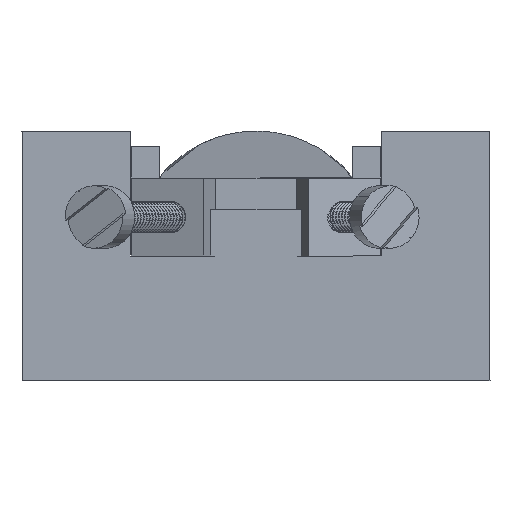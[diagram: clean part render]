
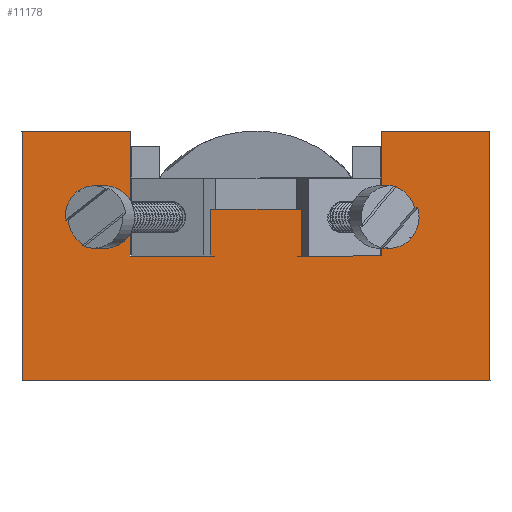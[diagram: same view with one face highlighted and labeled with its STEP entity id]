
A CAD part, front view. The second image highlights one B-rep face of the part: STEP entity #11178.
In plain terms, the highlighted face is planar.
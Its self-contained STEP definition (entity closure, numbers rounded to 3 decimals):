
#26 = VERTEX_POINT ( 'NONE', #15258 ) ;
#80 = VERTEX_POINT ( 'NONE', #8222 ) ;
#439 = VERTEX_POINT ( 'NONE', #1183 ) ;
#760 = CARTESIAN_POINT ( 'NONE',  ( 7.5, 4., 65. ) ) ;
#1088 = EDGE_CURVE ( 'NONE', #2349, #26, #17646, .T. ) ;
#1183 = CARTESIAN_POINT ( 'NONE',  ( 1.45, 1.5, 65. ) ) ;
#1661 = CARTESIAN_POINT ( 'NONE',  ( 1.45, 0., 65. ) ) ;
#1845 = CARTESIAN_POINT ( 'NONE',  ( 1.45, 1.5, 65. ) ) ;
#1848 = ORIENTED_EDGE ( 'NONE', *, *, #2190, .F. ) ;
#1876 = CARTESIAN_POINT ( 'NONE',  ( -7.5, 4., 65. ) ) ;
#1886 = LINE ( 'NONE', #16358, #5653 ) ;
#2030 = CARTESIAN_POINT ( 'NONE',  ( 7.5, 4., 65. ) ) ;
#2190 = EDGE_CURVE ( 'NONE', #439, #13071, #13428, .T. ) ;
#2211 = LINE ( 'NONE', #3811, #7662 ) ;
#2279 = EDGE_CURVE ( 'NONE', #15563, #17645, #9232, .T. ) ;
#2296 = DIRECTION ( 'NONE',  ( 1., 0., 0. ) ) ;
#2349 = VERTEX_POINT ( 'NONE', #760 ) ;
#2411 = CARTESIAN_POINT ( 'NONE',  ( 7.5, -4., 65. ) ) ;
#2483 = EDGE_CURVE ( 'NONE', #4610, #5471, #6138, .T. ) ;
#3162 = ORIENTED_EDGE ( 'NONE', *, *, #4633, .F. ) ;
#3788 = LINE ( 'NONE', #17673, #15994 ) ;
#3811 = CARTESIAN_POINT ( 'NONE',  ( -7.5, 4., 65. ) ) ;
#3829 = EDGE_CURVE ( 'NONE', #5024, #26, #17591, .T. ) ;
#4271 = EDGE_CURVE ( 'NONE', #10439, #4610, #4689, .T. ) ;
#4610 = VERTEX_POINT ( 'NONE', #16508 ) ;
#4633 = EDGE_CURVE ( 'NONE', #80, #439, #17507, .T. ) ;
#4689 = LINE ( 'NONE', #1876, #12210 ) ;
#4941 = DIRECTION ( 'NONE',  ( 1., 0., 0. ) ) ;
#5007 = VECTOR ( 'NONE', #7639, 1000. ) ;
#5024 = VERTEX_POINT ( 'NONE', #16664 ) ;
#5077 = AXIS2_PLACEMENT_3D ( 'NONE', #13692, #8070, #17956 ) ;
#5260 = DIRECTION ( 'NONE',  ( -1., 0., 0. ) ) ;
#5471 = VERTEX_POINT ( 'NONE', #2411 ) ;
#5653 = VECTOR ( 'NONE', #6457, 1000. ) ;
#6044 = EDGE_LOOP ( 'NONE', ( #16197, #12585, #9843, #10352, #15878, #9065, #10944, #6946, #1848, #3162, #10580, #16609 ) ) ;
#6138 = LINE ( 'NONE', #15158, #10783 ) ;
#6254 = CARTESIAN_POINT ( 'NONE',  ( -4.025, 4., 65. ) ) ;
#6457 = DIRECTION ( 'NONE',  ( 0., -1., 0. ) ) ;
#6667 = CARTESIAN_POINT ( 'NONE',  ( -7.5, 4., 65. ) ) ;
#6765 = CARTESIAN_POINT ( 'NONE',  ( -7.5, 4., 65. ) ) ;
#6946 = ORIENTED_EDGE ( 'NONE', *, *, #15214, .F. ) ;
#7181 = DIRECTION ( 'NONE',  ( 0., 1., 0. ) ) ;
#7265 = VECTOR ( 'NONE', #16675, 1000. ) ;
#7639 = DIRECTION ( 'NONE',  ( 0., 1., 0. ) ) ;
#7662 = VECTOR ( 'NONE', #5260, 1000. ) ;
#7683 = CARTESIAN_POINT ( 'NONE',  ( -1.45, 0., 65. ) ) ;
#8070 = DIRECTION ( 'NONE',  ( 0., 0., 1. ) ) ;
#8086 = FACE_OUTER_BOUND ( 'NONE', #6044, .T. ) ;
#8222 = CARTESIAN_POINT ( 'NONE',  ( -1.45, 1.5, 65. ) ) ;
#8257 = DIRECTION ( 'NONE',  ( 1., 0., 0. ) ) ;
#8320 = CARTESIAN_POINT ( 'NONE',  ( -4.025, 0., 65. ) ) ;
#9065 = ORIENTED_EDGE ( 'NONE', *, *, #1088, .T. ) ;
#9232 = LINE ( 'NONE', #16121, #5007 ) ;
#9534 = CARTESIAN_POINT ( 'NONE',  ( 1.45, 1.5, 65. ) ) ;
#9601 = DIRECTION ( 'NONE',  ( 1., 0., 0. ) ) ;
#9644 = VECTOR ( 'NONE', #8257, 1000. ) ;
#9843 = ORIENTED_EDGE ( 'NONE', *, *, #4271, .T. ) ;
#9869 = VERTEX_POINT ( 'NONE', #7683 ) ;
#10009 = VECTOR ( 'NONE', #9601, 1000. ) ;
#10340 = DIRECTION ( 'NONE',  ( 0., -1., 0. ) ) ;
#10352 = ORIENTED_EDGE ( 'NONE', *, *, #2483, .T. ) ;
#10439 = VERTEX_POINT ( 'NONE', #6667 ) ;
#10535 = LINE ( 'NONE', #8320, #9644 ) ;
#10580 = ORIENTED_EDGE ( 'NONE', *, *, #12179, .T. ) ;
#10783 = VECTOR ( 'NONE', #2296, 1000. ) ;
#10944 = ORIENTED_EDGE ( 'NONE', *, *, #3829, .F. ) ;
#11178 = ADVANCED_FACE ( 'NONE', ( #8086 ), #15112, .T. ) ;
#11316 = EDGE_CURVE ( 'NONE', #15563, #9869, #10535, .T. ) ;
#11337 = CARTESIAN_POINT ( 'NONE',  ( -4.025, 0., 65. ) ) ;
#11946 = DIRECTION ( 'NONE',  ( 0., 1., 0. ) ) ;
#12179 = EDGE_CURVE ( 'NONE', #80, #9869, #1886, .T. ) ;
#12210 = VECTOR ( 'NONE', #13204, 1000. ) ;
#12585 = ORIENTED_EDGE ( 'NONE', *, *, #17877, .T. ) ;
#13071 = VERTEX_POINT ( 'NONE', #1661 ) ;
#13204 = DIRECTION ( 'NONE',  ( 0., -1., 0. ) ) ;
#13428 = LINE ( 'NONE', #1845, #16757 ) ;
#13692 = CARTESIAN_POINT ( 'NONE',  ( 0., 0., 65. ) ) ;
#14225 = CARTESIAN_POINT ( 'NONE',  ( 4.025, 0., 65. ) ) ;
#14858 = LINE ( 'NONE', #2030, #18196 ) ;
#14882 = EDGE_CURVE ( 'NONE', #5471, #2349, #14858, .T. ) ;
#15112 = PLANE ( 'NONE',  #5077 ) ;
#15158 = CARTESIAN_POINT ( 'NONE',  ( -7.5, -4., 65. ) ) ;
#15214 = EDGE_CURVE ( 'NONE', #13071, #5024, #3788, .T. ) ;
#15258 = CARTESIAN_POINT ( 'NONE',  ( 4.025, 4., 65. ) ) ;
#15563 = VERTEX_POINT ( 'NONE', #11337 ) ;
#15878 = ORIENTED_EDGE ( 'NONE', *, *, #14882, .T. ) ;
#15994 = VECTOR ( 'NONE', #4941, 1000. ) ;
#16121 = CARTESIAN_POINT ( 'NONE',  ( -4.025, 0., 65. ) ) ;
#16197 = ORIENTED_EDGE ( 'NONE', *, *, #2279, .T. ) ;
#16358 = CARTESIAN_POINT ( 'NONE',  ( -1.45, 1.5, 65. ) ) ;
#16508 = CARTESIAN_POINT ( 'NONE',  ( -7.5, -4., 65. ) ) ;
#16609 = ORIENTED_EDGE ( 'NONE', *, *, #11316, .F. ) ;
#16664 = CARTESIAN_POINT ( 'NONE',  ( 4.025, 0., 65. ) ) ;
#16675 = DIRECTION ( 'NONE',  ( -1., 0., 0. ) ) ;
#16757 = VECTOR ( 'NONE', #10340, 1000. ) ;
#17176 = VECTOR ( 'NONE', #7181, 1000. ) ;
#17507 = LINE ( 'NONE', #9534, #10009 ) ;
#17591 = LINE ( 'NONE', #14225, #17176 ) ;
#17645 = VERTEX_POINT ( 'NONE', #6254 ) ;
#17646 = LINE ( 'NONE', #6765, #7265 ) ;
#17673 = CARTESIAN_POINT ( 'NONE',  ( -4.025, 0., 65. ) ) ;
#17877 = EDGE_CURVE ( 'NONE', #17645, #10439, #2211, .T. ) ;
#17956 = DIRECTION ( 'NONE',  ( 1., 0., 0. ) ) ;
#18196 = VECTOR ( 'NONE', #11946, 1000. ) ;
